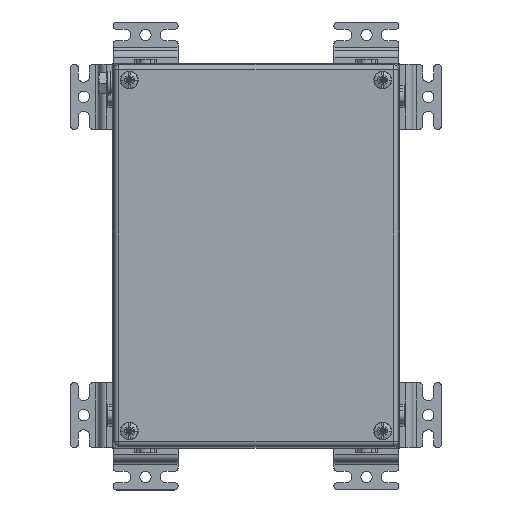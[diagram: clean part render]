
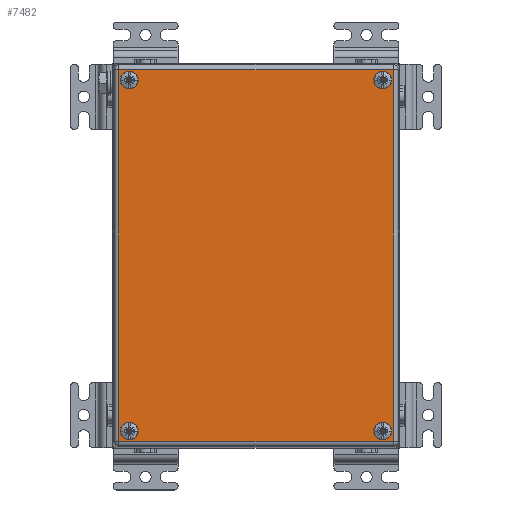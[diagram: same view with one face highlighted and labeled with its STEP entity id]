
A CAD part, top view. The second image highlights one B-rep face of the part: STEP entity #7482.
In plain terms, the highlighted planar face has unit normal (0, 0, 1).
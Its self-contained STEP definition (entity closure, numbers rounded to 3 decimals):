
#60 = EDGE_CURVE ( 'NONE', #13182, #11073, #14704, .T. ) ;
#128 = ORIENTED_EDGE ( 'NONE', *, *, #9806, .F. ) ;
#242 = DIRECTION ( 'NONE',  ( 0., 0., 1. ) ) ;
#341 = VERTEX_POINT ( 'NONE', #12822 ) ;
#353 = AXIS2_PLACEMENT_3D ( 'NONE', #6584, #15956, #7916 ) ;
#902 = CIRCLE ( 'NONE', #16501, 3.25 ) ;
#1482 = CARTESIAN_POINT ( 'NONE',  ( -78., -108., 18.5 ) ) ;
#1527 = EDGE_CURVE ( 'NONE', #11602, #12968, #16839, .T. ) ;
#1691 = CARTESIAN_POINT ( 'NONE',  ( 78., 108., 18.5 ) ) ;
#1754 = DIRECTION ( 'NONE',  ( 0., 0., 1. ) ) ;
#2003 = EDGE_LOOP ( 'NONE', ( #3645, #15106 ) ) ;
#2086 = CARTESIAN_POINT ( 'NONE',  ( 84.434, -114.434, 18.5 ) ) ;
#2111 = EDGE_CURVE ( 'NONE', #10026, #10072, #16606, .T. ) ;
#2147 = LINE ( 'NONE', #7678, #8876 ) ;
#2201 = FACE_BOUND ( 'NONE', #13176, .T. ) ;
#2320 = DIRECTION ( 'NONE',  ( 0., 1., 0. ) ) ;
#2564 = ORIENTED_EDGE ( 'NONE', *, *, #8773, .T. ) ;
#2617 = FACE_BOUND ( 'NONE', #9217, .T. ) ;
#2723 = CARTESIAN_POINT ( 'NONE',  ( 84.434, 114.434, 18.5 ) ) ;
#2732 = DIRECTION ( 'NONE',  ( 1., 0., 0. ) ) ;
#2827 = DIRECTION ( 'NONE',  ( -1., 0., 0. ) ) ;
#3019 = DIRECTION ( 'NONE',  ( -1., 0., 0. ) ) ;
#3301 = ORIENTED_EDGE ( 'NONE', *, *, #1527, .T. ) ;
#3645 = ORIENTED_EDGE ( 'NONE', *, *, #4379, .F. ) ;
#3652 = CARTESIAN_POINT ( 'NONE',  ( -78., -108., 18.5 ) ) ;
#3819 = DIRECTION ( 'NONE',  ( 0., 0., 1. ) ) ;
#3995 = ORIENTED_EDGE ( 'NONE', *, *, #60, .F. ) ;
#4086 = CARTESIAN_POINT ( 'NONE',  ( 87.28, -114.434, 18.5 ) ) ;
#4379 = EDGE_CURVE ( 'NONE', #10276, #11681, #6009, .T. ) ;
#4407 = VECTOR ( 'NONE', #9273, 1000. ) ;
#4998 = ORIENTED_EDGE ( 'NONE', *, *, #16672, .T. ) ;
#5038 = DIRECTION ( 'NONE',  ( -1., 0., 0. ) ) ;
#5332 = ORIENTED_EDGE ( 'NONE', *, *, #16132, .F. ) ;
#5710 = CIRCLE ( 'NONE', #12808, 3.25 ) ;
#6009 = CIRCLE ( 'NONE', #7879, 3.25 ) ;
#6577 = VECTOR ( 'NONE', #2732, 1000. ) ;
#6584 = CARTESIAN_POINT ( 'NONE',  ( 78., -108., 18.5 ) ) ;
#6677 = CARTESIAN_POINT ( 'NONE',  ( -88.25, -118.25, 18.5 ) ) ;
#7152 = CARTESIAN_POINT ( 'NONE',  ( -78., 108., 18.5 ) ) ;
#7191 = AXIS2_PLACEMENT_3D ( 'NONE', #11873, #3819, #13222 ) ;
#7482 = ADVANCED_FACE ( 'NONE', ( #2617, #2201, #16894, #16477, #9743 ), #15985, .T. ) ;
#7542 = CIRCLE ( 'NONE', #11159, 3.25 ) ;
#7678 = CARTESIAN_POINT ( 'NONE',  ( 84.434, 117.28, 18.5 ) ) ;
#7879 = AXIS2_PLACEMENT_3D ( 'NONE', #7152, #16528, #8484 ) ;
#7916 = DIRECTION ( 'NONE',  ( 1., 0., 0. ) ) ;
#7946 = CARTESIAN_POINT ( 'NONE',  ( -81.25, -108., 18.5 ) ) ;
#8006 = DIRECTION ( 'NONE',  ( 1., 0., 0. ) ) ;
#8305 = CARTESIAN_POINT ( 'NONE',  ( -78., 108., 18.5 ) ) ;
#8484 = DIRECTION ( 'NONE',  ( 1., 0., 0. ) ) ;
#8773 = EDGE_CURVE ( 'NONE', #12968, #10265, #2147, .T. ) ;
#8876 = VECTOR ( 'NONE', #2320, 1000. ) ;
#8959 = CARTESIAN_POINT ( 'NONE',  ( 74.75, 108., 18.5 ) ) ;
#9217 = EDGE_LOOP ( 'NONE', ( #14099, #3995 ) ) ;
#9273 = DIRECTION ( 'NONE',  ( -1., 0., 0. ) ) ;
#9362 = CARTESIAN_POINT ( 'NONE',  ( -81.25, 108., 18.5 ) ) ;
#9643 = DIRECTION ( 'NONE',  ( 1., 0., 0. ) ) ;
#9693 = EDGE_CURVE ( 'NONE', #341, #14517, #17173, .T. ) ;
#9743 = FACE_OUTER_BOUND ( 'NONE', #15069, .T. ) ;
#9772 = CARTESIAN_POINT ( 'NONE',  ( 78., 108., 18.5 ) ) ;
#9806 = EDGE_CURVE ( 'NONE', #10072, #10026, #7542, .T. ) ;
#10026 = VERTEX_POINT ( 'NONE', #12852 ) ;
#10072 = VERTEX_POINT ( 'NONE', #8959 ) ;
#10265 = VERTEX_POINT ( 'NONE', #2723 ) ;
#10276 = VERTEX_POINT ( 'NONE', #10802 ) ;
#10559 = CARTESIAN_POINT ( 'NONE',  ( -87.28, 114.434, 18.5 ) ) ;
#10802 = CARTESIAN_POINT ( 'NONE',  ( -74.75, 108., 18.5 ) ) ;
#10861 = DIRECTION ( 'NONE',  ( 0., 0., 1. ) ) ;
#11067 = DIRECTION ( 'NONE',  ( 0., 0., 1. ) ) ;
#11073 = VERTEX_POINT ( 'NONE', #13428 ) ;
#11124 = DIRECTION ( 'NONE',  ( -1., 0., 0. ) ) ;
#11159 = AXIS2_PLACEMENT_3D ( 'NONE', #1691, #11067, #3019 ) ;
#11602 = VERTEX_POINT ( 'NONE', #14590 ) ;
#11681 = VERTEX_POINT ( 'NONE', #9362 ) ;
#11873 = CARTESIAN_POINT ( 'NONE',  ( 78., -108., 18.5 ) ) ;
#12219 = VECTOR ( 'NONE', #14365, 1000. ) ;
#12744 = EDGE_CURVE ( 'NONE', #11681, #10276, #5710, .T. ) ;
#12745 = CARTESIAN_POINT ( 'NONE',  ( -84.434, 114.434, 18.5 ) ) ;
#12808 = AXIS2_PLACEMENT_3D ( 'NONE', #8305, #242, #9643 ) ;
#12822 = CARTESIAN_POINT ( 'NONE',  ( 81.25, -108., 18.5 ) ) ;
#12852 = CARTESIAN_POINT ( 'NONE',  ( 81.25, 108., 18.5 ) ) ;
#12968 = VERTEX_POINT ( 'NONE', #2086 ) ;
#13042 = CARTESIAN_POINT ( 'NONE',  ( -84.434, -117.28, 18.5 ) ) ;
#13058 = DIRECTION ( 'NONE',  ( 0., 0., 1. ) ) ;
#13142 = ORIENTED_EDGE ( 'NONE', *, *, #13179, .T. ) ;
#13176 = EDGE_LOOP ( 'NONE', ( #16360, #128 ) ) ;
#13179 = EDGE_CURVE ( 'NONE', #10265, #15146, #14686, .T. ) ;
#13182 = VERTEX_POINT ( 'NONE', #7946 ) ;
#13222 = DIRECTION ( 'NONE',  ( 1., 0., 0. ) ) ;
#13428 = CARTESIAN_POINT ( 'NONE',  ( -74.75, -108., 18.5 ) ) ;
#13918 = CIRCLE ( 'NONE', #7191, 3.25 ) ;
#14052 = CARTESIAN_POINT ( 'NONE',  ( 74.75, -108., 18.5 ) ) ;
#14099 = ORIENTED_EDGE ( 'NONE', *, *, #16047, .F. ) ;
#14365 = DIRECTION ( 'NONE',  ( 0., -1., 0. ) ) ;
#14517 = VERTEX_POINT ( 'NONE', #14052 ) ;
#14590 = CARTESIAN_POINT ( 'NONE',  ( -84.434, -114.434, 18.5 ) ) ;
#14686 = LINE ( 'NONE', #10559, #4407 ) ;
#14704 = CIRCLE ( 'NONE', #16085, 3.25 ) ;
#15069 = EDGE_LOOP ( 'NONE', ( #2564, #13142, #4998, #3301 ) ) ;
#15106 = ORIENTED_EDGE ( 'NONE', *, *, #12744, .F. ) ;
#15146 = VERTEX_POINT ( 'NONE', #12745 ) ;
#15266 = ORIENTED_EDGE ( 'NONE', *, *, #9693, .F. ) ;
#15693 = EDGE_LOOP ( 'NONE', ( #15266, #5332 ) ) ;
#15956 = DIRECTION ( 'NONE',  ( 0., 0., 1. ) ) ;
#15985 = PLANE ( 'NONE',  #16602 ) ;
#16011 = AXIS2_PLACEMENT_3D ( 'NONE', #9772, #1754, #11124 ) ;
#16047 = EDGE_CURVE ( 'NONE', #11073, #13182, #902, .T. ) ;
#16050 = DIRECTION ( 'NONE',  ( 0., 0., 1. ) ) ;
#16085 = AXIS2_PLACEMENT_3D ( 'NONE', #1482, #10861, #2827 ) ;
#16132 = EDGE_CURVE ( 'NONE', #14517, #341, #13918, .T. ) ;
#16360 = ORIENTED_EDGE ( 'NONE', *, *, #2111, .F. ) ;
#16477 = FACE_BOUND ( 'NONE', #2003, .T. ) ;
#16501 = AXIS2_PLACEMENT_3D ( 'NONE', #3652, #13058, #5038 ) ;
#16528 = DIRECTION ( 'NONE',  ( 0., 0., 1. ) ) ;
#16602 = AXIS2_PLACEMENT_3D ( 'NONE', #6677, #16050, #8006 ) ;
#16606 = CIRCLE ( 'NONE', #16011, 3.25 ) ;
#16639 = LINE ( 'NONE', #13042, #12219 ) ;
#16672 = EDGE_CURVE ( 'NONE', #15146, #11602, #16639, .T. ) ;
#16839 = LINE ( 'NONE', #4086, #6577 ) ;
#16894 = FACE_BOUND ( 'NONE', #15693, .T. ) ;
#17173 = CIRCLE ( 'NONE', #353, 3.25 ) ;
